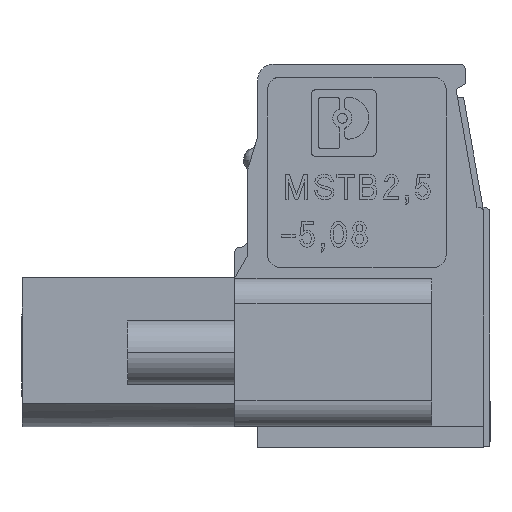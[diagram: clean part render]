
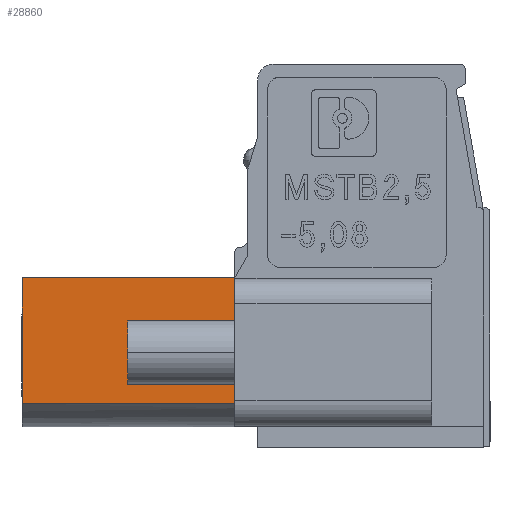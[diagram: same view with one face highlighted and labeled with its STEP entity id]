
A CAD part, left-side view. The second image highlights one B-rep face of the part: STEP entity #28860.
In plain terms, the highlighted planar face has unit normal (-1, 0, 0).
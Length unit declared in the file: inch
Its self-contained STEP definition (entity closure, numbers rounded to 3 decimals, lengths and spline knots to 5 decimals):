
#16 = EDGE_CURVE ( 'NONE', #21254, #26595, #22860, .T. ) ;
#248 = AXIS2_PLACEMENT_3D ( 'NONE', #37624, #15661, #1174 ) ;
#1174 = DIRECTION ( 'NONE',  ( 0., 0., 1. ) ) ;
#1584 = DIRECTION ( 'NONE',  ( 0., 0., 1. ) ) ;
#6658 = ORIENTED_EDGE ( 'NONE', *, *, #16, .T. ) ;
#7483 = DIRECTION ( 'NONE',  ( 0., 1., 0. ) ) ;
#10399 = ORIENTED_EDGE ( 'NONE', *, *, #40216, .T. ) ;
#11356 = CARTESIAN_POINT ( 'NONE',  ( -0.02323, 0.72867, 0.25965 ) ) ;
#13210 = VECTOR ( 'NONE', #19401, 39.37008 ) ;
#15661 = DIRECTION ( 'NONE',  ( -1., 0., 0. ) ) ;
#19401 = DIRECTION ( 'NONE',  ( 0., 0., -1. ) ) ;
#19613 = ORIENTED_EDGE ( 'NONE', *, *, #31651, .T. ) ;
#19713 = CARTESIAN_POINT ( 'NONE',  ( -0.02323, 0.39252, 0.26537 ) ) ;
#21254 = VERTEX_POINT ( 'NONE', #32854 ) ;
#22138 = LINE ( 'NONE', #39593, #23184 ) ;
#22860 = LINE ( 'NONE', #19713, #29248 ) ;
#23184 = VECTOR ( 'NONE', #24876, 39.37008 ) ;
#24876 = DIRECTION ( 'NONE',  ( 0., -1., 0. ) ) ;
#26233 = CARTESIAN_POINT ( 'NONE',  ( -0.02323, 0.72047, 0.25965 ) ) ;
#26595 = VERTEX_POINT ( 'NONE', #34421 ) ;
#28860 = ADVANCED_FACE ( 'NONE', ( #34711 ), #34477, .T. ) ;
#29248 = VECTOR ( 'NONE', #1584, 39.37008 ) ;
#29545 = LINE ( 'NONE', #44273, #13210 ) ;
#30523 = ORIENTED_EDGE ( 'NONE', *, *, #45818, .T. ) ;
#31651 = EDGE_CURVE ( 'NONE', #37737, #21254, #22138, .T. ) ;
#32854 = CARTESIAN_POINT ( 'NONE',  ( -0.02323, 0.39252, 0.06614 ) ) ;
#33240 = CARTESIAN_POINT ( 'NONE',  ( -0.02323, 0.72047, 0.06614 ) ) ;
#34421 = CARTESIAN_POINT ( 'NONE',  ( -0.02323, 0.39252, 0.25965 ) ) ;
#34477 = PLANE ( 'NONE',  #248 ) ;
#34711 = FACE_OUTER_BOUND ( 'NONE', #43003, .T. ) ;
#36956 = LINE ( 'NONE', #11356, #38611 ) ;
#37624 = CARTESIAN_POINT ( 'NONE',  ( -0.02323, 0.72867, 0.0613 ) ) ;
#37737 = VERTEX_POINT ( 'NONE', #33240 ) ;
#37860 = VERTEX_POINT ( 'NONE', #26233 ) ;
#38611 = VECTOR ( 'NONE', #7483, 39.37008 ) ;
#39593 = CARTESIAN_POINT ( 'NONE',  ( -0.02323, 0.72867, 0.06614 ) ) ;
#40216 = EDGE_CURVE ( 'NONE', #26595, #37860, #36956, .T. ) ;
#43003 = EDGE_LOOP ( 'NONE', ( #19613, #6658, #10399, #30523 ) ) ;
#44273 = CARTESIAN_POINT ( 'NONE',  ( -0.02323, 0.72047, 0.0613 ) ) ;
#45818 = EDGE_CURVE ( 'NONE', #37860, #37737, #29545, .T. ) ;
